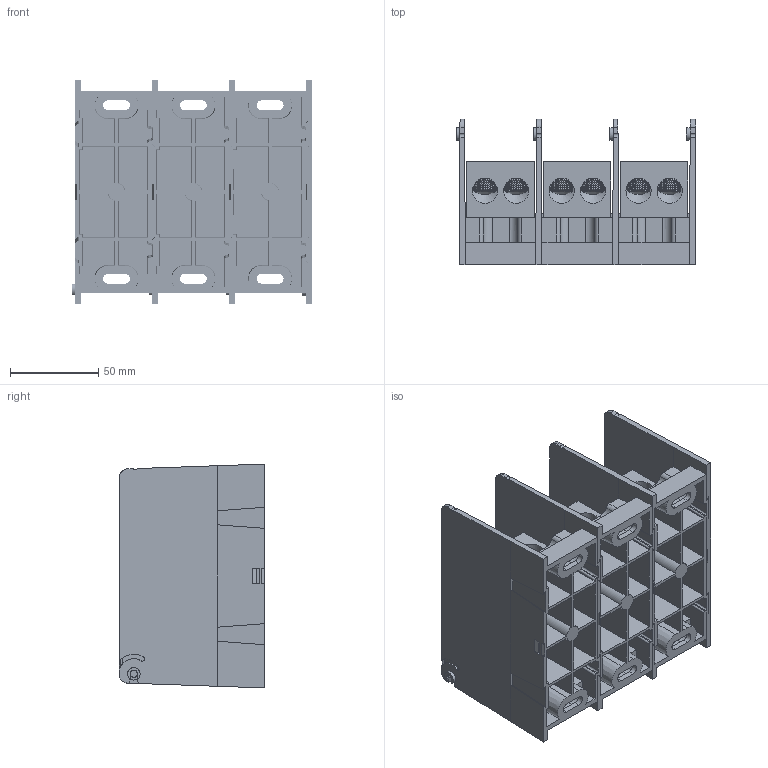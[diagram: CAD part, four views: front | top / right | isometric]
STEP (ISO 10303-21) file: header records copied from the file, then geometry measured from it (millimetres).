
FILE_DESCRIPTION (( 'STEP AP214' ), '1' );
FILE_NAME ('701974rev-3P.STEP', '2013-12-13T19:57:44', ( '' ), ( '' ), 'SwSTEP 2.0', 'SolidWorks 2013', '' );
FILE_SCHEMA (( 'AUTOMOTIVE_DESIGN' ));
Length unit declared in the file: inch
Products named in the file (23): 701974rev-3P_1_17; 701974rev-3P_1_20; 701974rev-3P_1_7; 701974rev-3P_1_10; 701974rev-3P_1_11; 701974rev-3P_1_21; 701974rev-3P_1_2; 701974rev-3P_1_13; 701974rev-3P; 701974rev-3P_1_3; 701974rev-3P_1_6; 701974rev-3P_1_18; 701974rev-3P_1_9; 701974rev-3P_1_22; 701974rev-3P_1_16; 701974rev-3P_1; 701974rev-3P_1_4; 701974rev-3P_1_12; 701974rev-3P_1_19; 701974rev-3P_1_8; 701974rev-3P_1_14; 701974rev-3P_1_5; 701974rev-3P_1_15
Assembly tree (22 placements, depth 2):
  701974rev-3P
    701974rev-3P_1_21
    701974rev-3P_1_10
    701974rev-3P_1_20
    701974rev-3P_1_17
    701974rev-3P_1_15
    701974rev-3P_1_5
    701974rev-3P_1_14
    701974rev-3P_1_8
    701974rev-3P_1_19
    701974rev-3P_1_12
    701974rev-3P_1_4
    701974rev-3P_1
    701974rev-3P_1_16
    701974rev-3P_1_22
    701974rev-3P_1_9
    701974rev-3P_1_18
    701974rev-3P_1_6
    701974rev-3P_1_3
    701974rev-3P_1_13
    701974rev-3P_1_2
    701974rev-3P_1_11
    701974rev-3P_1_7
Bounding box: 135.75 x 82.55 x 127.01 mm (x, y, z)
Surface area: 249085.1 mm2 (no closed solid volume)
Topology: 0 solids, 22 shells, 2028 faces, 5397 edges, 3458 vertices
Faces by surface type: plane 847, cylinder 596, cone 489, bspline 96
Full cylindrical faces by diameter (mm): 4.064 x1, 4.928 x3, 6.909 x3, 7.112 x1, 10.795 x3, 11.509 x12, 11.531 x144, 12.7 x135, 14.275 x12
Entity records: 133265 total; most frequent: CARTESIAN_POINT 64251, ORIENTED_EDGE 8356, DIRECTION 7913, EDGE_CURVE 4223, VERTEX_POINT 2964, AXIS2_PLACEMENT_3D 2850, EDGE_LOOP 2771, FACE_OUTER_BOUND 2333
